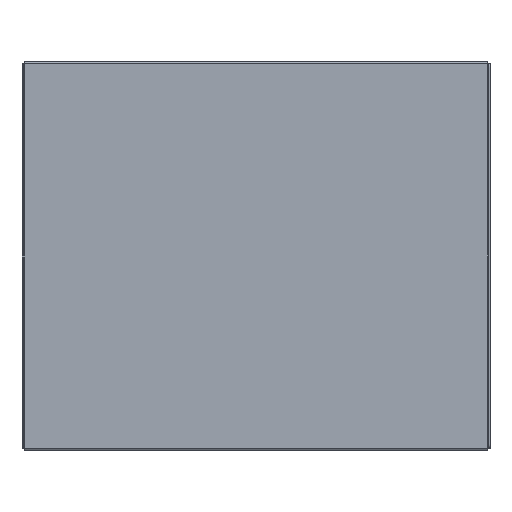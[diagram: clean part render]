
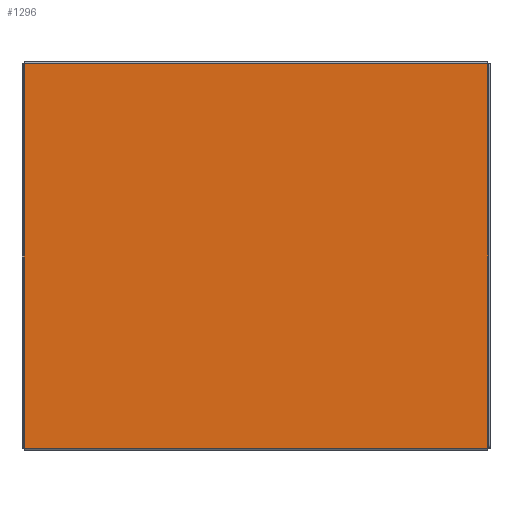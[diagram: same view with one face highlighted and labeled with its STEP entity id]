
A CAD part, front view. The second image highlights one B-rep face of the part: STEP entity #1296.
In plain terms, the highlighted planar face has unit normal (0, -1, 0).
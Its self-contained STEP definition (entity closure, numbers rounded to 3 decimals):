
#138 = LINE ( 'NONE', #1367, #1082 ) ;
#157 = LINE ( 'NONE', #525, #1314 ) ;
#171 = VERTEX_POINT ( 'NONE', #2591 ) ;
#174 = CARTESIAN_POINT ( 'NONE',  ( 250.8, -1.2, -207.8 ) ) ;
#194 = DIRECTION ( 'NONE',  ( 0., 1., 0. ) ) ;
#222 = ORIENTED_EDGE ( 'NONE', *, *, #2645, .F. ) ;
#225 = EDGE_CURVE ( 'NONE', #171, #2252, #138, .T. ) ;
#228 = DIRECTION ( 'NONE',  ( 0., 0., 1. ) ) ;
#320 = LINE ( 'NONE', #2647, #445 ) ;
#331 = EDGE_CURVE ( 'NONE', #1166, #171, #320, .T. ) ;
#352 = PLANE ( 'NONE',  #1117 ) ;
#354 = DIRECTION ( 'NONE',  ( 0., 0., -1. ) ) ;
#445 = VECTOR ( 'NONE', #1221, 1000. ) ;
#468 = DIRECTION ( 'NONE',  ( 0., 0., 1. ) ) ;
#525 = CARTESIAN_POINT ( 'NONE',  ( 253., -1.2, -207.8 ) ) ;
#592 = FACE_OUTER_BOUND ( 'NONE', #1793, .T. ) ;
#607 = CARTESIAN_POINT ( 'NONE',  ( -250.8, -1.2, -207.8 ) ) ;
#683 = DIRECTION ( 'NONE',  ( -1., 0., 0. ) ) ;
#805 = ORIENTED_EDGE ( 'NONE', *, *, #331, .F. ) ;
#808 = VECTOR ( 'NONE', #468, 1000. ) ;
#876 = CARTESIAN_POINT ( 'NONE',  ( -250.8, -1.2, -207.8 ) ) ;
#1082 = VECTOR ( 'NONE', #354, 1000. ) ;
#1117 = AXIS2_PLACEMENT_3D ( 'NONE', #2272, #194, #228 ) ;
#1166 = VERTEX_POINT ( 'NONE', #2590 ) ;
#1221 = DIRECTION ( 'NONE',  ( 1., 0., 0. ) ) ;
#1296 = ADVANCED_FACE ( 'NONE', ( #592 ), #352, .F. ) ;
#1304 = VERTEX_POINT ( 'NONE', #607 ) ;
#1314 = VECTOR ( 'NONE', #683, 1000. ) ;
#1367 = CARTESIAN_POINT ( 'NONE',  ( 250.8, -1.2, 207.8 ) ) ;
#1650 = ORIENTED_EDGE ( 'NONE', *, *, #1993, .F. ) ;
#1734 = LINE ( 'NONE', #876, #808 ) ;
#1793 = EDGE_LOOP ( 'NONE', ( #2247, #805, #222, #1650 ) ) ;
#1993 = EDGE_CURVE ( 'NONE', #2252, #1304, #157, .T. ) ;
#2247 = ORIENTED_EDGE ( 'NONE', *, *, #225, .F. ) ;
#2252 = VERTEX_POINT ( 'NONE', #174 ) ;
#2272 = CARTESIAN_POINT ( 'NONE',  ( 0., -1.2, 0. ) ) ;
#2590 = CARTESIAN_POINT ( 'NONE',  ( -250.8, -1.2, 207.8 ) ) ;
#2591 = CARTESIAN_POINT ( 'NONE',  ( 250.8, -1.2, 207.8 ) ) ;
#2645 = EDGE_CURVE ( 'NONE', #1304, #1166, #1734, .T. ) ;
#2647 = CARTESIAN_POINT ( 'NONE',  ( 253., -1.2, 207.8 ) ) ;
